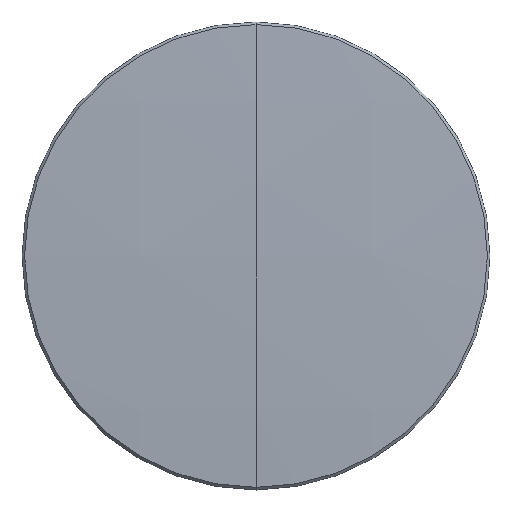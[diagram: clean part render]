
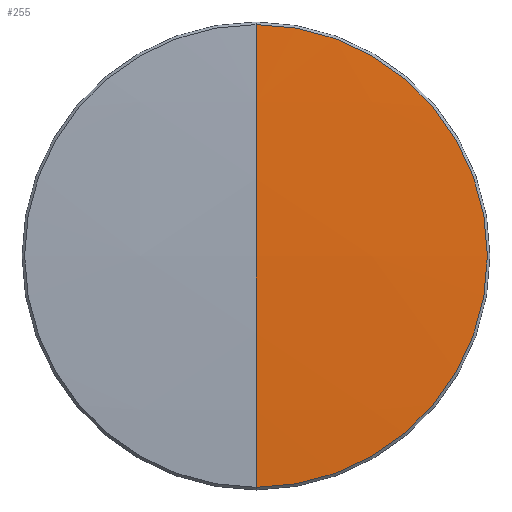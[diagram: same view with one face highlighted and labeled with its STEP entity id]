
A CAD part, top view. The second image highlights one B-rep face of the part: STEP entity #255.
In plain terms, the highlighted spherical face has radius 228.349 mm.
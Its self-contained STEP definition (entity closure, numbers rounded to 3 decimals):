
#5 = CARTESIAN_POINT ( 'NONE',  ( 0., 0., -227.174 ) ) ;
#6 = CIRCLE ( 'NONE', #82, 12.559 ) ;
#14 = ORIENTED_EDGE ( 'NONE', *, *, #41, .F. ) ;
#23 = DIRECTION ( 'NONE',  ( 0., 0., 1. ) ) ;
#30 = EDGE_CURVE ( 'NONE', #191, #163, #6, .T. ) ;
#38 = CARTESIAN_POINT ( 'NONE',  ( 0., 0., -227.174 ) ) ;
#41 = EDGE_CURVE ( 'NONE', #212, #191, #273, .T. ) ;
#45 = FACE_OUTER_BOUND ( 'NONE', #244, .T. ) ;
#58 = ORIENTED_EDGE ( 'NONE', *, *, #30, .F. ) ;
#78 = DIRECTION ( 'NONE',  ( -1., 0., 0. ) ) ;
#82 = AXIS2_PLACEMENT_3D ( 'NONE', #251, #280, #287 ) ;
#83 = CARTESIAN_POINT ( 'NONE',  ( 0., 12.559, 0.829 ) ) ;
#98 = EDGE_CURVE ( 'NONE', #212, #163, #132, .T. ) ;
#106 = CARTESIAN_POINT ( 'NONE',  ( 0., -12.559, 0.829 ) ) ;
#115 = DIRECTION ( 'NONE',  ( 1., 0., 0. ) ) ;
#119 = ORIENTED_EDGE ( 'NONE', *, *, #98, .T. ) ;
#132 = CIRCLE ( 'NONE', #289, 228.349 ) ;
#163 = VERTEX_POINT ( 'NONE', #106 ) ;
#173 = CARTESIAN_POINT ( 'NONE',  ( 0., 0., -227.174 ) ) ;
#191 = VERTEX_POINT ( 'NONE', #83 ) ;
#212 = VERTEX_POINT ( 'NONE', #281 ) ;
#231 = DIRECTION ( 'NONE',  ( 0., 1., 0. ) ) ;
#236 = AXIS2_PLACEMENT_3D ( 'NONE', #38, #78, #23 ) ;
#244 = EDGE_LOOP ( 'NONE', ( #14, #119, #58 ) ) ;
#251 = CARTESIAN_POINT ( 'NONE',  ( 0., 0., 0.829 ) ) ;
#255 = ADVANCED_FACE ( 'NONE', ( #45 ), #267, .T. ) ;
#267 = SPHERICAL_SURFACE ( 'NONE', #285, 228.349 ) ;
#270 = DIRECTION ( 'NONE',  ( 1., 0., 0. ) ) ;
#273 = CIRCLE ( 'NONE', #236, 228.349 ) ;
#280 = DIRECTION ( 'NONE',  ( 0., 0., -1. ) ) ;
#281 = CARTESIAN_POINT ( 'NONE',  ( 0., 0., 1.175 ) ) ;
#285 = AXIS2_PLACEMENT_3D ( 'NONE', #5, #115, #295 ) ;
#287 = DIRECTION ( 'NONE',  ( 0., 1., 0. ) ) ;
#289 = AXIS2_PLACEMENT_3D ( 'NONE', #173, #270, #231 ) ;
#295 = DIRECTION ( 'NONE',  ( 0., 1., 0. ) ) ;
